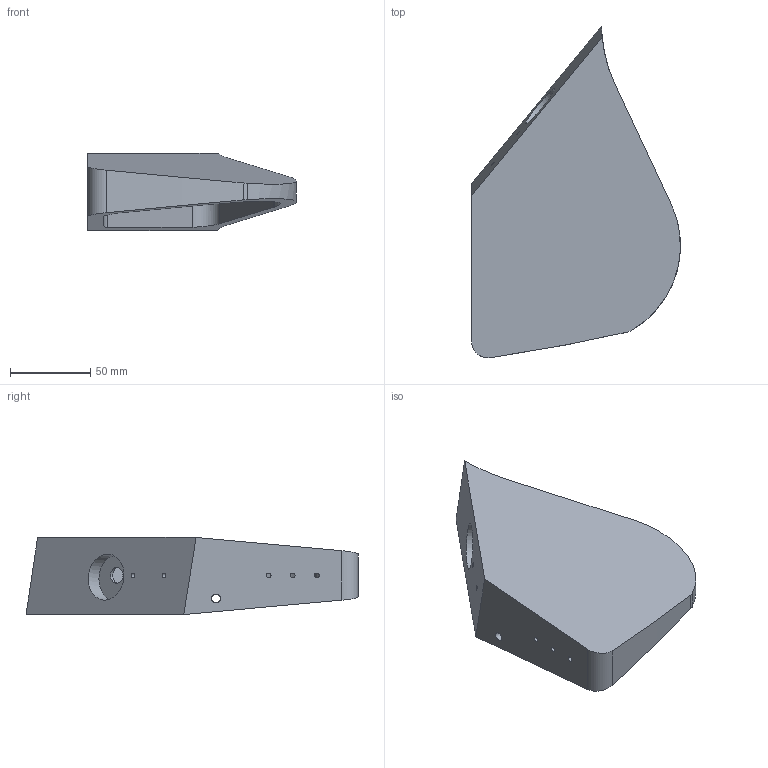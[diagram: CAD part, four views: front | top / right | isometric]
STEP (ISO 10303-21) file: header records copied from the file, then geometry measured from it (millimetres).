
FILE_DESCRIPTION(/* description */ ('STEP AP242','CAx-IF Rec.Pracs.---Representation and Presentation of Product Manufacturing Information (PMI)---4.0---2014-10-13','CAx-IF Rec.Pracs.---3D Tessellated Geometry---0.4---2014-09-14','2;1'),/* implementation_level */ '2;1');
FILE_NAME(/* name */ 'Firebird - Blade - Top - Filled',/* time_stamp */ '2025-01-09T05:30:46Z',/* author */ (''),/* organization */ (''),/* preprocessor_version */ 'ST-DEVELOPER v20',/* originating_system */ 'ONSHAPE BY PTC INC, 1.191',/* authorisation */ ' ');
FILE_SCHEMA (('AP242_MANAGED_MODEL_BASED_3D_ENGINEERING_MIM_LF { 1 0 10303 442 1 1 4 }'));
Length unit declared in the file: metre
Products named in the file (1): Blade - Top - Filled
Bounding box: 130.05 x 206.93 x 48.05 mm (x, y, z)
Volume: 185815.3 mm3; surface area: 65894.1 mm2
Topology: 1 solids, 1 shells, 32 faces, 88 edges, 61 vertices
Faces by surface type: cylinder 19, plane 11, bspline 2
Full cylindrical faces by diameter (mm): 3 x5, 5.5 x1, 10 x2, 28.9 x1
Entity records: 1007 total; most frequent: CARTESIAN_POINT 191, DIRECTION 169, ORIENTED_EDGE 144, EDGE_CURVE 72, AXIS2_PLACEMENT_3D 70, EDGE_LOOP 58, FACE_BOUND 58, VERTEX_POINT 54
